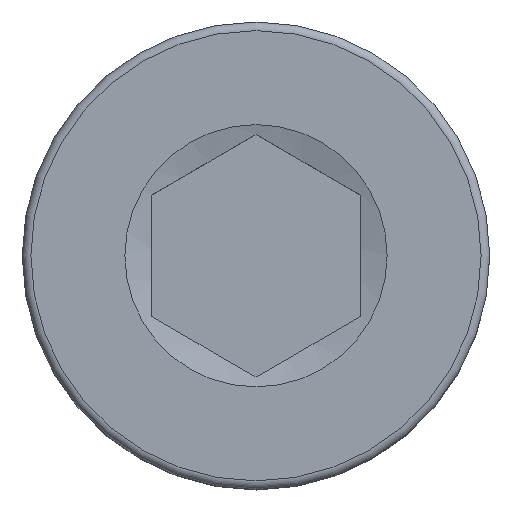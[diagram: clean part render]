
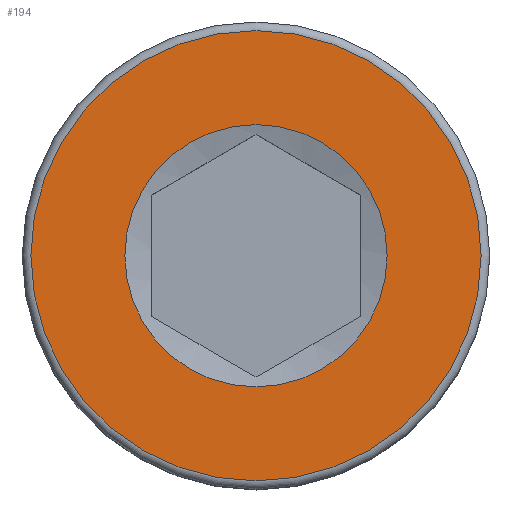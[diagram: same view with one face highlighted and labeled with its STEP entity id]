
A CAD part, top view. The second image highlights one B-rep face of the part: STEP entity #194.
In plain terms, the highlighted planar face has unit normal (0, 0, 1).
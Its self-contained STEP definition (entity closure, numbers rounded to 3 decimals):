
#94 = TOROIDAL_SURFACE('',#95,2.6,0.1);
#95 = AXIS2_PLACEMENT_3D('',#96,#97,#98);
#96 = CARTESIAN_POINT('',(0.,0.,43.));
#97 = DIRECTION('',(0.,0.,1.));
#98 = DIRECTION('',(1.,0.,0.));
#110 = VERTEX_POINT('',#111);
#111 = CARTESIAN_POINT('',(2.6,0.,43.1));
#133 = EDGE_CURVE('',#110,#110,#134,.T.);
#134 = SURFACE_CURVE('',#135,(#140,#147),.PCURVE_S1.);
#135 = CIRCLE('',#136,2.6);
#136 = AXIS2_PLACEMENT_3D('',#137,#138,#139);
#137 = CARTESIAN_POINT('',(0.,0.,43.1));
#138 = DIRECTION('',(0.,0.,-1.));
#139 = DIRECTION('',(1.,0.,0.));
#140 = PCURVE('',#94,#141);
#141 = DEFINITIONAL_REPRESENTATION('',(#142),#146);
#142 = LINE('',#143,#144);
#143 = CARTESIAN_POINT('',(-0.,1.571));
#144 = VECTOR('',#145,1.);
#145 = DIRECTION('',(-1.,0.));
#146 = ( GEOMETRIC_REPRESENTATION_CONTEXT(2) 
PARAMETRIC_REPRESENTATION_CONTEXT() REPRESENTATION_CONTEXT('2D SPACE',''
  ) );
#147 = PCURVE('',#148,#153);
#148 = PLANE('',#149);
#149 = AXIS2_PLACEMENT_3D('',#150,#151,#152);
#150 = CARTESIAN_POINT('',(0.,0.,43.1));
#151 = DIRECTION('',(0.,0.,-1.));
#152 = DIRECTION('',(1.,0.,0.));
#153 = DEFINITIONAL_REPRESENTATION('',(#154),#158);
#154 = CIRCLE('',#155,2.6);
#155 = AXIS2_PLACEMENT_2D('',#156,#157);
#156 = CARTESIAN_POINT('',(0.,0.));
#157 = DIRECTION('',(1.,0.));
#158 = ( GEOMETRIC_REPRESENTATION_CONTEXT(2) 
PARAMETRIC_REPRESENTATION_CONTEXT() REPRESENTATION_CONTEXT('2D SPACE',''
  ) );
#194 = ADVANCED_FACE('',(#195,#198),#148,.F.);
#195 = FACE_BOUND('',#196,.F.);
#196 = EDGE_LOOP('',(#197));
#197 = ORIENTED_EDGE('',*,*,#133,.T.);
#198 = FACE_BOUND('',#199,.F.);
#199 = EDGE_LOOP('',(#200));
#200 = ORIENTED_EDGE('',*,*,#201,.T.);
#201 = EDGE_CURVE('',#202,#202,#204,.T.);
#202 = VERTEX_POINT('',#203);
#203 = CARTESIAN_POINT('',(0.,1.514,43.1));
#204 = SURFACE_CURVE('',#205,(#210,#221),.PCURVE_S1.);
#205 = CIRCLE('',#206,1.514);
#206 = AXIS2_PLACEMENT_3D('',#207,#208,#209);
#207 = CARTESIAN_POINT('',(0.,0.,43.1));
#208 = DIRECTION('',(0.,0.,1.));
#209 = DIRECTION('',(0.,1.,0.));
#210 = PCURVE('',#148,#211);
#211 = DEFINITIONAL_REPRESENTATION('',(#212),#220);
#212 = ( BOUNDED_CURVE() B_SPLINE_CURVE(2,(#213,#214,#215,#216,#217,#218
,#219),.UNSPECIFIED.,.F.,.F.) B_SPLINE_CURVE_WITH_KNOTS((1,2,2,2,2,1),(
    -2.094,0.,2.094,4.189,6.283,
8.378),.UNSPECIFIED.) CURVE() GEOMETRIC_REPRESENTATION_ITEM() 
RATIONAL_B_SPLINE_CURVE((1.,0.5,1.,0.5,1.,0.5,1.)) REPRESENTATION_ITEM(
  '') );
#213 = CARTESIAN_POINT('',(0.,-1.514));
#214 = CARTESIAN_POINT('',(-2.623,-1.514));
#215 = CARTESIAN_POINT('',(-1.312,0.757));
#216 = CARTESIAN_POINT('',(0.,3.029));
#217 = CARTESIAN_POINT('',(1.312,0.757));
#218 = CARTESIAN_POINT('',(2.623,-1.514));
#219 = CARTESIAN_POINT('',(0.,-1.514));
#220 = ( GEOMETRIC_REPRESENTATION_CONTEXT(2) 
PARAMETRIC_REPRESENTATION_CONTEXT() REPRESENTATION_CONTEXT('2D SPACE',''
  ) );
#221 = PCURVE('',#222,#227);
#222 = CONICAL_SURFACE('',#223,1.197,1.296);
#223 = AXIS2_PLACEMENT_3D('',#224,#225,#226);
#224 = CARTESIAN_POINT('',(0.,0.,43.01));
#225 = DIRECTION('',(0.,0.,1.));
#226 = DIRECTION('',(0.,1.,0.));
#227 = DEFINITIONAL_REPRESENTATION('',(#228),#232);
#228 = LINE('',#229,#230);
#229 = CARTESIAN_POINT('',(-6.283,0.09));
#230 = VECTOR('',#231,1.);
#231 = DIRECTION('',(1.,-0.));
#232 = ( GEOMETRIC_REPRESENTATION_CONTEXT(2) 
PARAMETRIC_REPRESENTATION_CONTEXT() REPRESENTATION_CONTEXT('2D SPACE',''
  ) );
